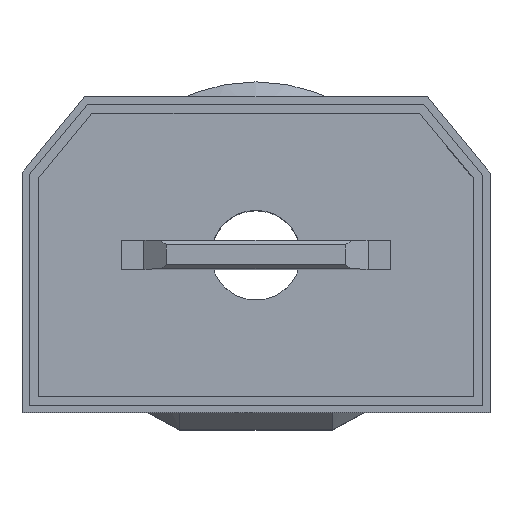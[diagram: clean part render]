
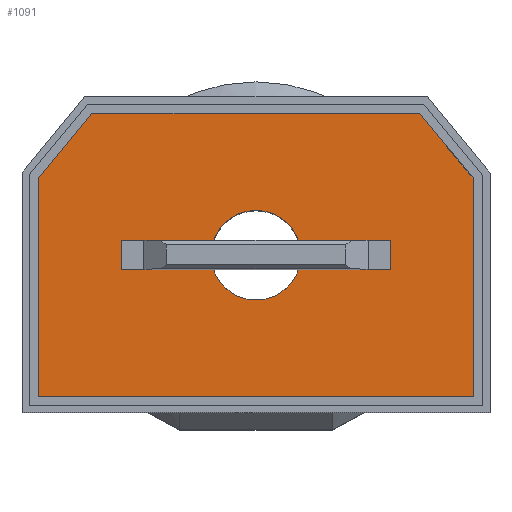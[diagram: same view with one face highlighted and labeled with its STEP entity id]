
A CAD part, top view. The second image highlights one B-rep face of the part: STEP entity #1091.
In plain terms, the highlighted planar face has unit normal (0, 0, 1).
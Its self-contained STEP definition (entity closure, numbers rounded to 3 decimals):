
#45=CIRCLE($,#1161,1.27);
#47=CIRCLE($,#1163,1.27);
#62=FACE_BOUND($,#167,.T.);
#98=FACE_OUTER_BOUND($,#166,.T.);
#166=EDGE_LOOP($,(#858,#859,#860,#861,#862,#863));
#167=EDGE_LOOP($,(#864,#865,#866,#867,#868,#869,#870,#871));
#260=LINE($,#1886,#394);
#261=LINE($,#1888,#395);
#262=LINE($,#1890,#396);
#263=LINE($,#1892,#397);
#264=LINE($,#1894,#398);
#265=LINE($,#1895,#399);
#266=LINE($,#1897,#400);
#267=LINE($,#1899,#401);
#268=LINE($,#1900,#402);
#269=LINE($,#1902,#403);
#270=LINE($,#1904,#404);
#271=LINE($,#1905,#405);
#394=VECTOR($,#1344,6.161);
#395=VECTOR($,#1345,2.416);
#396=VECTOR($,#1346,9.289);
#397=VECTOR($,#1347,2.39);
#398=VECTOR($,#1348,6.181);
#399=VECTOR($,#1349,12.346);
#400=VECTOR($,#1350,2.606);
#401=VECTOR($,#1351,0.81);
#402=VECTOR($,#1352,2.606);
#403=VECTOR($,#1353,2.606);
#404=VECTOR($,#1354,0.81);
#405=VECTOR($,#1355,2.606);
#512=VERTEX_POINT($,#1875);
#513=VERTEX_POINT($,#1876);
#514=VERTEX_POINT($,#1878);
#515=VERTEX_POINT($,#1880);
#516=VERTEX_POINT($,#1884);
#517=VERTEX_POINT($,#1885);
#518=VERTEX_POINT($,#1887);
#519=VERTEX_POINT($,#1889);
#520=VERTEX_POINT($,#1891);
#521=VERTEX_POINT($,#1893);
#522=VERTEX_POINT($,#1896);
#523=VERTEX_POINT($,#1898);
#524=VERTEX_POINT($,#1901);
#525=VERTEX_POINT($,#1903);
#635=EDGE_CURVE($,#513,#514,#45,.T.);
#637=EDGE_CURVE($,#515,#512,#47,.T.);
#638=EDGE_CURVE($,#516,#517,#260,.T.);
#639=EDGE_CURVE($,#517,#518,#261,.T.);
#640=EDGE_CURVE($,#518,#519,#262,.T.);
#641=EDGE_CURVE($,#519,#520,#263,.T.);
#642=EDGE_CURVE($,#520,#521,#264,.T.);
#643=EDGE_CURVE($,#521,#516,#265,.T.);
#644=EDGE_CURVE($,#522,#513,#266,.T.);
#645=EDGE_CURVE($,#522,#523,#267,.T.);
#646=EDGE_CURVE($,#512,#523,#268,.T.);
#647=EDGE_CURVE($,#524,#515,#269,.T.);
#648=EDGE_CURVE($,#525,#524,#270,.T.);
#649=EDGE_CURVE($,#514,#525,#271,.T.);
#858=ORIENTED_EDGE($,*,*,#638,.T.);
#859=ORIENTED_EDGE($,*,*,#639,.T.);
#860=ORIENTED_EDGE($,*,*,#640,.T.);
#861=ORIENTED_EDGE($,*,*,#641,.T.);
#862=ORIENTED_EDGE($,*,*,#642,.T.);
#863=ORIENTED_EDGE($,*,*,#643,.T.);
#864=ORIENTED_EDGE($,*,*,#635,.F.);
#865=ORIENTED_EDGE($,*,*,#644,.F.);
#866=ORIENTED_EDGE($,*,*,#645,.T.);
#867=ORIENTED_EDGE($,*,*,#646,.F.);
#868=ORIENTED_EDGE($,*,*,#637,.F.);
#869=ORIENTED_EDGE($,*,*,#647,.F.);
#870=ORIENTED_EDGE($,*,*,#648,.F.);
#871=ORIENTED_EDGE($,*,*,#649,.F.);
#1029=PLANE($,#1164);
#1091=ADVANCED_FACE($,(#98,#62),#1029,.T.);
#1161=AXIS2_PLACEMENT_3D($,#1879,#1336,#1337);
#1163=AXIS2_PLACEMENT_3D($,#1882,#1340,#1341);
#1164=AXIS2_PLACEMENT_3D($,#1883,#1342,#1343);
#1336=DIRECTION('center_axis',(0.,0.,1.));
#1337=DIRECTION('ref_axis',(-0.948,-0.319,0.));
#1340=DIRECTION('center_axis',(0.,0.,1.));
#1341=DIRECTION('ref_axis',(0.948,0.319,0.));
#1342=DIRECTION('center_axis',(0.,0.,1.));
#1343=DIRECTION('ref_axis',(1.,0.,0.));
#1344=DIRECTION($,(0.,1.,0.));
#1345=DIRECTION($,(-0.636,0.772,0.));
#1346=DIRECTION($,(-1.,0.,0.));
#1347=DIRECTION($,(-0.636,-0.772,0.));
#1348=DIRECTION($,(0.,-1.,0.));
#1349=DIRECTION($,(1.,0.,0.));
#1350=DIRECTION($,(1.,0.,0.));
#1351=DIRECTION($,(0.,1.,0.));
#1352=DIRECTION($,(-1.,0.,0.));
#1353=DIRECTION($,(-1.,0.,0.));
#1354=DIRECTION($,(0.,1.,0.));
#1355=DIRECTION($,(1.,0.,0.));
#1875=CARTESIAN_POINT('',(-1.204,0.405,-0.97));
#1876=CARTESIAN_POINT('',(-1.204,-0.405,-0.97));
#1878=CARTESIAN_POINT('',(1.204,-0.405,-0.97));
#1879=CARTESIAN_POINT('Origin',(0.,0.,-0.97));
#1880=CARTESIAN_POINT('',(1.204,0.405,-0.97));
#1882=CARTESIAN_POINT('Origin',(0.,0.,-0.97));
#1883=CARTESIAN_POINT('Origin',(0.,0.,-0.97));
#1884=CARTESIAN_POINT('',(6.173,-4.013,-0.97));
#1885=CARTESIAN_POINT('',(6.173,2.148,-0.97));
#1886=CARTESIAN_POINT($,(6.173,-4.013,-0.97));
#1887=CARTESIAN_POINT('',(4.636,4.013,-0.97));
#1888=CARTESIAN_POINT($,(6.173,2.148,-0.97));
#1889=CARTESIAN_POINT('',(-4.653,4.013,-0.97));
#1890=CARTESIAN_POINT($,(4.636,4.013,-0.97));
#1891=CARTESIAN_POINT('',(-6.173,2.168,-0.97));
#1892=CARTESIAN_POINT($,(-4.653,4.013,-0.97));
#1893=CARTESIAN_POINT('',(-6.173,-4.013,-0.97));
#1894=CARTESIAN_POINT($,(-6.173,2.168,-0.97));
#1895=CARTESIAN_POINT($,(-6.173,-4.013,-0.97));
#1896=CARTESIAN_POINT('',(-3.81,-0.405,-0.97));
#1897=CARTESIAN_POINT($,(-3.81,-0.405,-0.97));
#1898=CARTESIAN_POINT('',(-3.81,0.405,-0.97));
#1899=CARTESIAN_POINT($,(-3.81,-0.405,-0.97));
#1900=CARTESIAN_POINT($,(-1.204,0.405,-0.97));
#1901=CARTESIAN_POINT('',(3.81,0.405,-0.97));
#1902=CARTESIAN_POINT($,(3.81,0.405,-0.97));
#1903=CARTESIAN_POINT('',(3.81,-0.405,-0.97));
#1904=CARTESIAN_POINT($,(3.81,-0.405,-0.97));
#1905=CARTESIAN_POINT($,(1.204,-0.405,-0.97));
